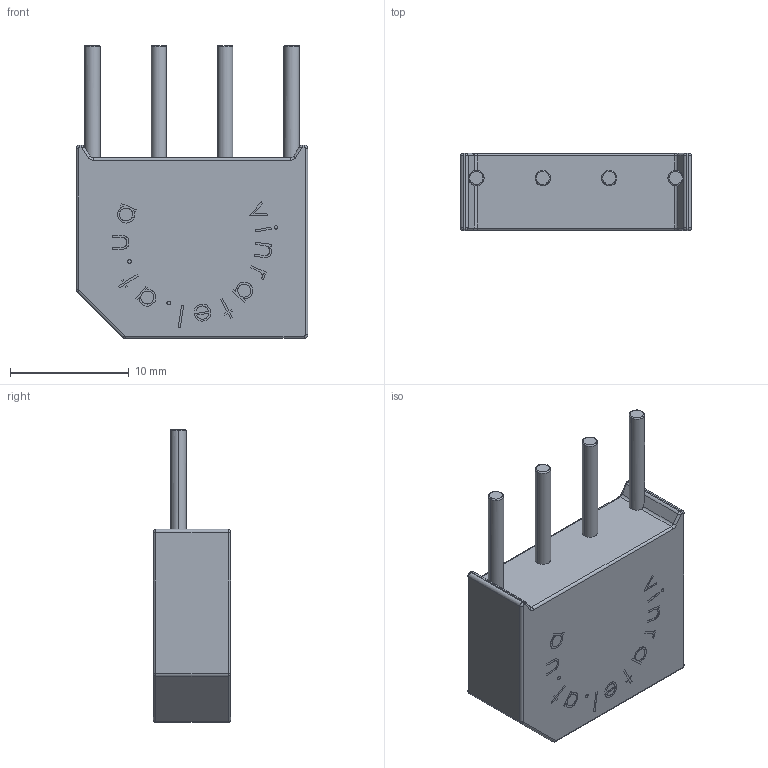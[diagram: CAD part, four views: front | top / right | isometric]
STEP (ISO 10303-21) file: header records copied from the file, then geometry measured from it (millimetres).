
FILE_DESCRIPTION (( 'STEP AP214' ), '1' );
FILE_NAME ('KBL.STEP', '2015-12-27T10:43:06', ( 'user' ), ( 'MICROSOFT' ), 'SwSTEP 2.0', 'SolidWorks 2015', '' );
FILE_SCHEMA (( 'AUTOMOTIVE_DESIGN' ));
Length unit declared in the file: millimetre
Products named in the file (1): KBL
Bounding box: 19.5 x 6.52 x 24.7 mm (x, y, z)
Volume: 1939.3 mm3; surface area: 1176.5 mm2
Topology: 1 solids, 1 shells, 319 faces, 817 edges, 530 vertices
Faces by surface type: plane 167, bspline 89, cylinder 37, torus 26
Entity records: 17126 total; most frequent: CARTESIAN_POINT 6394, ORIENTED_EDGE 1634, DIRECTION 1195, EDGE_CURVE 817, VERTEX_POINT 530, VECTOR 525, LINE 525, EDGE_LOOP 349
